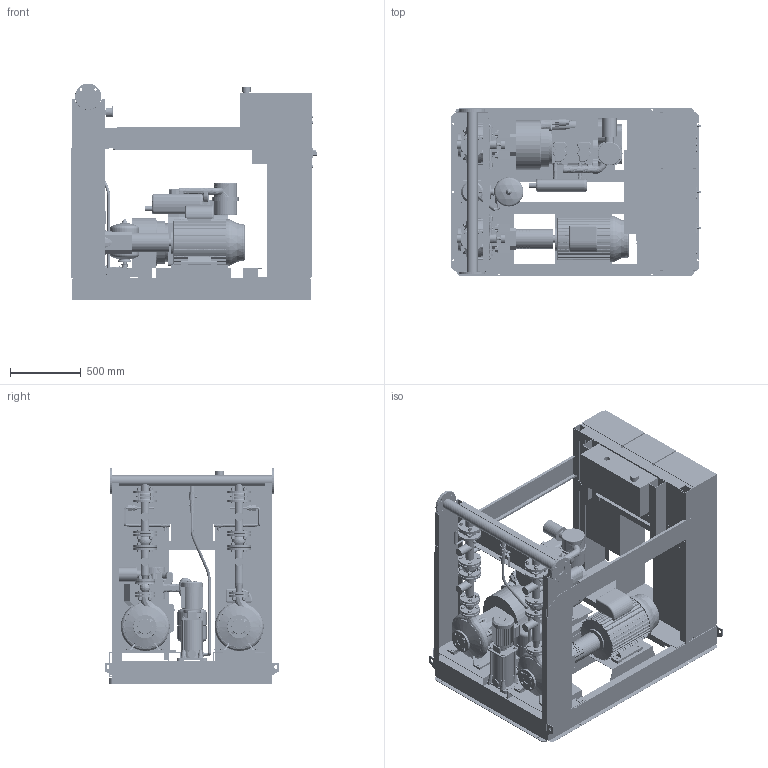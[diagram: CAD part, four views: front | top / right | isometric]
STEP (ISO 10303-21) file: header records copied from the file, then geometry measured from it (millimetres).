
FILE_DESCRIPTION((''),'2;1');
FILE_NAME('3d_Sifire-EN-32_250-225-18.5_26.5_1.1EDJ-4184000.stp','2015-05-26T08:09:44',(''),(''),'Mechanical Desktop 2009','Mechanical Desktop 2009',', , ');
FILE_SCHEMA(('CONFIG_CONTROL_DESIGN'));
Length unit declared in the file: millimetre
Products named in the file (1): Product
Bounding box: 1754.5 x 1230 x 1527.5 mm (x, y, z)
Volume: 522363547.7 mm3; surface area: 35102307.5 mm2
Topology: 247 solids, 247 shells, 6296 faces, 15226 edges, 9680 vertices
Faces by surface type: bspline 2359, plane 2138, cylinder 1085, cone 540, torus 142, sphere 32
Entity records: 206386 total; most frequent: CARTESIAN_POINT 68582, ORIENTED_EDGE 30384, DIRECTION 25610, EDGE_CURVE 15192, VERTEX_POINT 9676, AXIS2_PLACEMENT_3D 8549, VECTOR 8512, LINE 8512
